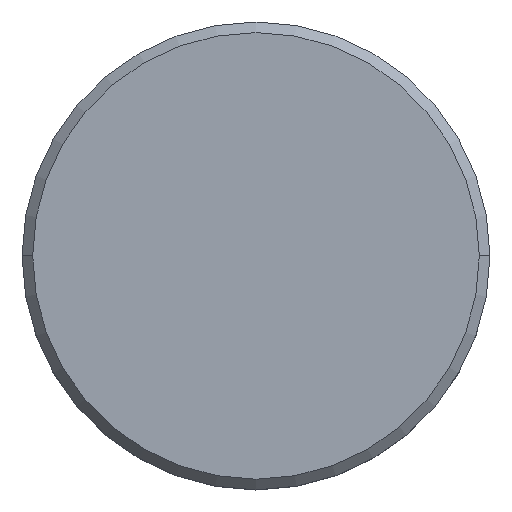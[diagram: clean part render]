
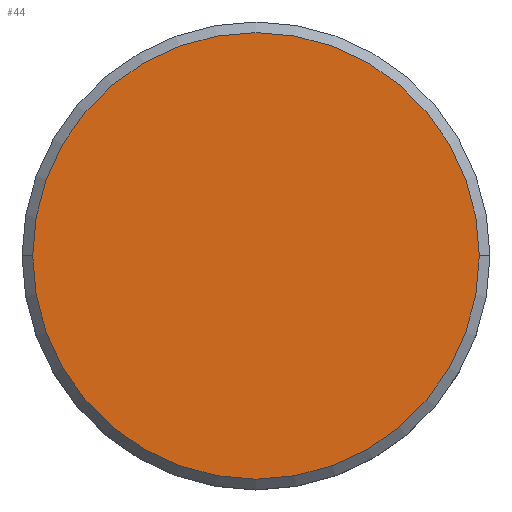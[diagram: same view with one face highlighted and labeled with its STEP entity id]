
A CAD part, top view. The second image highlights one B-rep face of the part: STEP entity #44.
In plain terms, the highlighted planar face has unit normal (0, 0, 1).
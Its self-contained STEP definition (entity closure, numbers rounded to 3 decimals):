
#9 = EDGE_CURVE ( 'NONE', #146, #359, #379, .T. ) ;
#44 = ADVANCED_FACE ( 'NONE', ( #207 ), #396, .T. ) ;
#56 = DIRECTION ( 'NONE',  ( 0., 0., 1. ) ) ;
#61 = CIRCLE ( 'NONE', #289, 10.5 ) ;
#68 = DIRECTION ( 'NONE',  ( 1., 0., 0. ) ) ;
#138 = EDGE_CURVE ( 'NONE', #359, #146, #61, .T. ) ;
#144 = CARTESIAN_POINT ( 'NONE',  ( 0., 0., 0. ) ) ;
#146 = VERTEX_POINT ( 'NONE', #311 ) ;
#159 = ORIENTED_EDGE ( 'NONE', *, *, #138, .T. ) ;
#176 = CARTESIAN_POINT ( 'NONE',  ( 0., 0., 0. ) ) ;
#205 = EDGE_LOOP ( 'NONE', ( #159, #224 ) ) ;
#207 = FACE_OUTER_BOUND ( 'NONE', #205, .T. ) ;
#224 = ORIENTED_EDGE ( 'NONE', *, *, #9, .T. ) ;
#238 = DIRECTION ( 'NONE',  ( 1., 0., 0. ) ) ;
#245 = AXIS2_PLACEMENT_3D ( 'NONE', #176, #56, #361 ) ;
#254 = CARTESIAN_POINT ( 'NONE',  ( -10.5, 0., 0. ) ) ;
#270 = DIRECTION ( 'NONE',  ( 0., 0., 1. ) ) ;
#289 = AXIS2_PLACEMENT_3D ( 'NONE', #376, #378, #68 ) ;
#311 = CARTESIAN_POINT ( 'NONE',  ( 10.5, 0., 0. ) ) ;
#347 = AXIS2_PLACEMENT_3D ( 'NONE', #144, #270, #238 ) ;
#359 = VERTEX_POINT ( 'NONE', #254 ) ;
#361 = DIRECTION ( 'NONE',  ( 1., 0., 0. ) ) ;
#376 = CARTESIAN_POINT ( 'NONE',  ( 0., 0., 0. ) ) ;
#378 = DIRECTION ( 'NONE',  ( 0., 0., 1. ) ) ;
#379 = CIRCLE ( 'NONE', #347, 10.5 ) ;
#396 = PLANE ( 'NONE',  #245 ) ;
